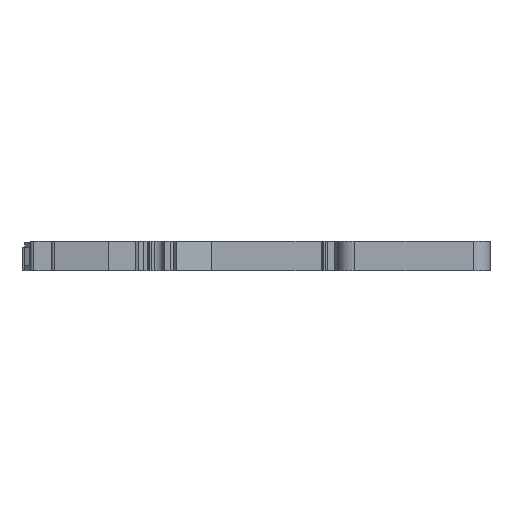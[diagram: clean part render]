
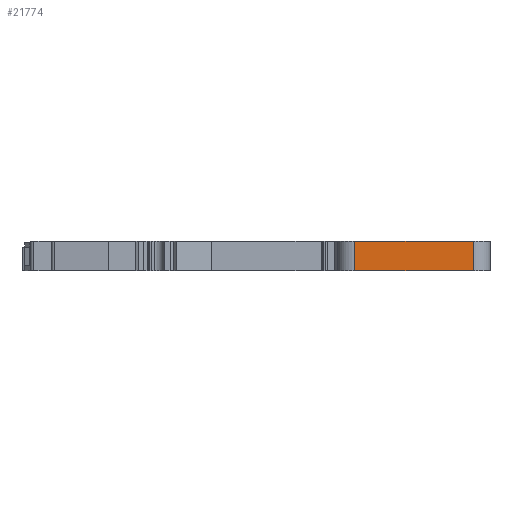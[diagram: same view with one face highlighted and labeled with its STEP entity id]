
A CAD part, front view. The second image highlights one B-rep face of the part: STEP entity #21774.
In plain terms, the highlighted planar face has unit normal (0, -1, 0).
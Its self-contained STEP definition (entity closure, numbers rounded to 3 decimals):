
#830 = VERTEX_POINT ( 'NONE', #10855 ) ;
#2129 = VERTEX_POINT ( 'NONE', #11678 ) ;
#3175 = EDGE_CURVE ( 'NONE', #22821, #2129, #13885, .T. ) ;
#4373 = CARTESIAN_POINT ( 'NONE',  ( 36.725, -6.2, 0. ) ) ;
#4720 = DIRECTION ( 'NONE',  ( 1., 0., 0. ) ) ;
#4738 = DIRECTION ( 'NONE',  ( -1., 0., 0. ) ) ;
#4761 = DIRECTION ( 'NONE',  ( 0., 1., 0. ) ) ;
#4793 = CARTESIAN_POINT ( 'NONE',  ( 36.725, -6.2, 5. ) ) ;
#5320 = PLANE ( 'NONE',  #12390 ) ;
#6025 = ORIENTED_EDGE ( 'NONE', *, *, #3175, .F. ) ;
#6263 = DIRECTION ( 'NONE',  ( 0., 0., 1. ) ) ;
#6282 = CARTESIAN_POINT ( 'NONE',  ( 14.009, -6.2, 5. ) ) ;
#7314 = CARTESIAN_POINT ( 'NONE',  ( 33.925, -6.2, 5. ) ) ;
#7331 = VERTEX_POINT ( 'NONE', #19067 ) ;
#7347 = ORIENTED_EDGE ( 'NONE', *, *, #22741, .F. ) ;
#7499 = LINE ( 'NONE', #6282, #21722 ) ;
#7554 = DIRECTION ( 'NONE',  ( 0., 0., -1. ) ) ;
#9865 = EDGE_CURVE ( 'NONE', #7331, #2129, #23700, .T. ) ;
#10855 = CARTESIAN_POINT ( 'NONE',  ( 14.009, -6.2, 5. ) ) ;
#11634 = VECTOR ( 'NONE', #4720, 1000. ) ;
#11678 = CARTESIAN_POINT ( 'NONE',  ( 33.925, -6.2, 0. ) ) ;
#11898 = EDGE_LOOP ( 'NONE', ( #6025, #7347, #24160, #22410 ) ) ;
#12031 = FACE_OUTER_BOUND ( 'NONE', #11898, .T. ) ;
#12390 = AXIS2_PLACEMENT_3D ( 'NONE', #4793, #4761, #4738 ) ;
#13064 = VECTOR ( 'NONE', #7554, 1000. ) ;
#13429 = VECTOR ( 'NONE', #22231, 1000. ) ;
#13885 = LINE ( 'NONE', #7314, #13064 ) ;
#14890 = EDGE_CURVE ( 'NONE', #7331, #830, #7499, .T. ) ;
#18330 = LINE ( 'NONE', #22290, #13429 ) ;
#19067 = CARTESIAN_POINT ( 'NONE',  ( 14.009, -6.2, 0. ) ) ;
#21353 = CARTESIAN_POINT ( 'NONE',  ( 33.925, -6.2, 5. ) ) ;
#21722 = VECTOR ( 'NONE', #6263, 1000. ) ;
#21774 = ADVANCED_FACE ( 'NONE', ( #12031 ), #5320, .F. ) ;
#22231 = DIRECTION ( 'NONE',  ( 1., 0., 0. ) ) ;
#22290 = CARTESIAN_POINT ( 'NONE',  ( 36.725, -6.2, 5. ) ) ;
#22410 = ORIENTED_EDGE ( 'NONE', *, *, #9865, .T. ) ;
#22741 = EDGE_CURVE ( 'NONE', #830, #22821, #18330, .T. ) ;
#22821 = VERTEX_POINT ( 'NONE', #21353 ) ;
#23700 = LINE ( 'NONE', #4373, #11634 ) ;
#24160 = ORIENTED_EDGE ( 'NONE', *, *, #14890, .F. ) ;
